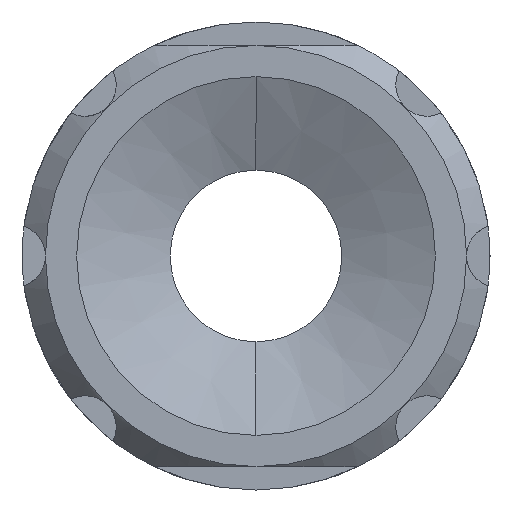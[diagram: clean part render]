
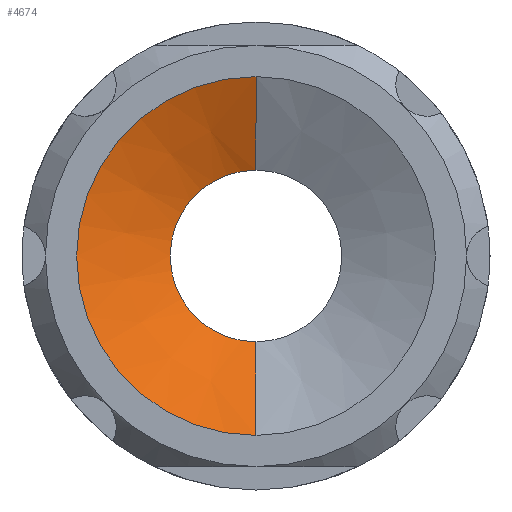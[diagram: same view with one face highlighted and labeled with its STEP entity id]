
A CAD part, front view. The second image highlights one B-rep face of the part: STEP entity #4674.
In plain terms, the highlighted conical face has half-angle 65 degrees and reference radius 11.5 mm.
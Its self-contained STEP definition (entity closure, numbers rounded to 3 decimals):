
#43 = CARTESIAN_POINT ( 'NONE',  ( 0., 13.702, 11.5 ) ) ;
#231 = LINE ( 'NONE', #2374, #2452 ) ;
#528 = EDGE_CURVE ( 'NONE', #2117, #4649, #3803, .T. ) ;
#816 = ORIENTED_EDGE ( 'NONE', *, *, #4215, .T. ) ;
#870 = DIRECTION ( 'NONE',  ( 0., -0.423, 0.906 ) ) ;
#1056 = CARTESIAN_POINT ( 'NONE',  ( 0., 13.702, 0. ) ) ;
#1245 = DIRECTION ( 'NONE',  ( 0., 0., -1. ) ) ;
#1297 = DIRECTION ( 'NONE',  ( 0., -1., 0. ) ) ;
#1523 = AXIS2_PLACEMENT_3D ( 'NONE', #1960, #1297, #1245 ) ;
#1551 = VERTEX_POINT ( 'NONE', #1871 ) ;
#1871 = CARTESIAN_POINT ( 'NONE',  ( 0., 16.5, -5.5 ) ) ;
#1960 = CARTESIAN_POINT ( 'NONE',  ( 0., 13.702, 0. ) ) ;
#1961 = DIRECTION ( 'NONE',  ( 0., -0.423, -0.906 ) ) ;
#2117 = VERTEX_POINT ( 'NONE', #4400 ) ;
#2167 = CIRCLE ( 'NONE', #3938, 5.5 ) ;
#2235 = CARTESIAN_POINT ( 'NONE',  ( 0., 13.702, -11.5 ) ) ;
#2273 = ORIENTED_EDGE ( 'NONE', *, *, #3936, .T. ) ;
#2374 = CARTESIAN_POINT ( 'NONE',  ( 0., 13.702, -11.5 ) ) ;
#2452 = VECTOR ( 'NONE', #1961, 1000. ) ;
#2616 = AXIS2_PLACEMENT_3D ( 'NONE', #1056, #3973, #3606 ) ;
#2945 = DIRECTION ( 'NONE',  ( 0., 0., -1. ) ) ;
#3006 = CARTESIAN_POINT ( 'NONE',  ( 0., 13.702, 11.5 ) ) ;
#3030 = VECTOR ( 'NONE', #870, 1000. ) ;
#3275 = CARTESIAN_POINT ( 'NONE',  ( 0., 16.5, 0. ) ) ;
#3381 = VERTEX_POINT ( 'NONE', #2235 ) ;
#3464 = EDGE_CURVE ( 'NONE', #1551, #3381, #231, .T. ) ;
#3584 = CIRCLE ( 'NONE', #1523, 11.5 ) ;
#3588 = FACE_OUTER_BOUND ( 'NONE', #4006, .T. ) ;
#3606 = DIRECTION ( 'NONE',  ( 0., 0., -1. ) ) ;
#3757 = CONICAL_SURFACE ( 'NONE', #2616, 11.5, 1.134 ) ;
#3803 = LINE ( 'NONE', #3006, #3030 ) ;
#3936 = EDGE_CURVE ( 'NONE', #4649, #3381, #3584, .T. ) ;
#3938 = AXIS2_PLACEMENT_3D ( 'NONE', #3275, #4713, #2945 ) ;
#3973 = DIRECTION ( 'NONE',  ( 0., -1., 0. ) ) ;
#4006 = EDGE_LOOP ( 'NONE', ( #816, #4513, #2273, #4639 ) ) ;
#4215 = EDGE_CURVE ( 'NONE', #1551, #2117, #2167, .T. ) ;
#4400 = CARTESIAN_POINT ( 'NONE',  ( 0., 16.5, 5.5 ) ) ;
#4513 = ORIENTED_EDGE ( 'NONE', *, *, #528, .T. ) ;
#4639 = ORIENTED_EDGE ( 'NONE', *, *, #3464, .F. ) ;
#4649 = VERTEX_POINT ( 'NONE', #43 ) ;
#4674 = ADVANCED_FACE ( 'NONE', ( #3588 ), #3757, .F. ) ;
#4713 = DIRECTION ( 'NONE',  ( 0., 1., 0. ) ) ;
